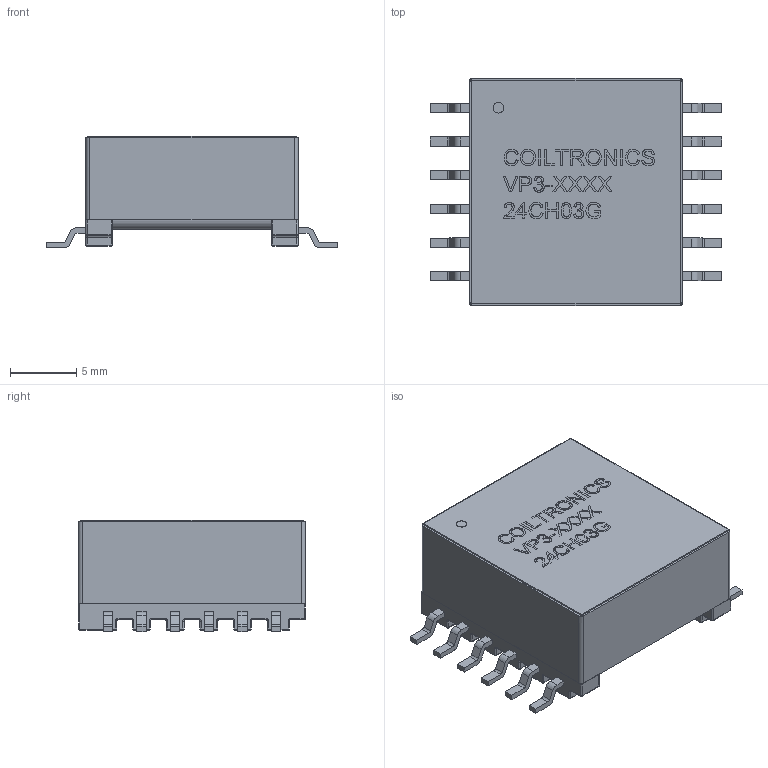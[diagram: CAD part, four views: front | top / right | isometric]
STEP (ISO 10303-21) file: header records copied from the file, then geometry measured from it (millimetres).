
FILE_DESCRIPTION (( 'STEP AP214' ), '1' );
FILE_NAME ('62F95017-970A-4CC9-B1A6-DEE2FD174028.STEP', '2024-11-22T12:14:12', ( '' ), ( '' ), 'SwSTEP 2.0', 'SolidWorks 2022', '' );
FILE_SCHEMA (( 'AUTOMOTIVE_DESIGN' ));
Length unit declared in the file: millimetre
Products named in the file (1): 62F95017-970A-4CC9-B1A6-DEE2FD174028
Bounding box: 22 x 17.12 x 8.4 mm (x, y, z)
Volume: 1746.6 mm3; surface area: 2171.8 mm2
Topology: 1 solids, 1 shells, 835 faces, 2159 edges, 1318 vertices
Faces by surface type: plane 396, cylinder 214, bspline 129, sphere 52, torus 44
Entity records: 38314 total; most frequent: CARTESIAN_POINT 13222, ORIENTED_EDGE 4214, DIRECTION 3743, EDGE_CURVE 2107, VECTOR 1369, LINE 1369, VERTEX_POINT 1318, AXIS2_PLACEMENT_3D 1187
